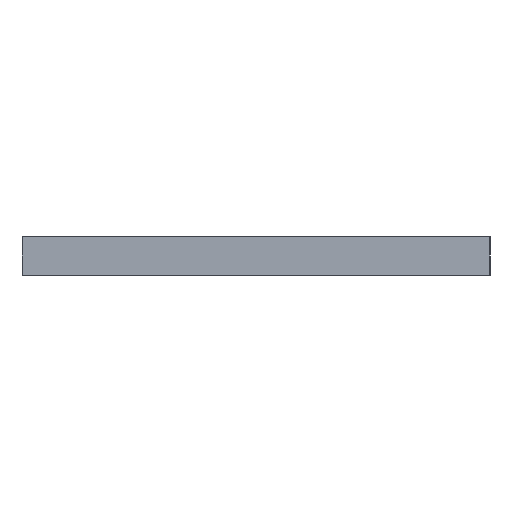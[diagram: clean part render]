
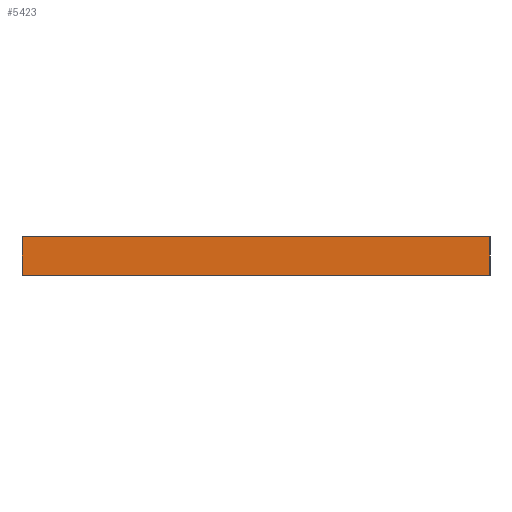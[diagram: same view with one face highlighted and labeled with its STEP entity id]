
A CAD part, left-side view. The second image highlights one B-rep face of the part: STEP entity #5423.
In plain terms, the highlighted planar face has unit normal (-1, 0, 0).
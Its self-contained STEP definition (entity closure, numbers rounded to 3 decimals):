
#283=FACE_OUTER_BOUND('',#555,.T.);
#555=EDGE_LOOP('',(#4895,#4896,#4897,#4898));
#596=LINE('',#7066,#1364);
#845=LINE('',#7562,#1613);
#1324=LINE('',#8517,#2092);
#1325=LINE('',#8519,#2093);
#1364=VECTOR('',#5760,10.);
#1613=VECTOR('',#6015,10.);
#2092=VECTOR('',#6974,10.);
#2093=VECTOR('',#6977,10.);
#2123=VERTEX_POINT('',#7059);
#2126=VERTEX_POINT('',#7064);
#2369=VERTEX_POINT('',#7559);
#2370=VERTEX_POINT('',#7561);
#2644=EDGE_CURVE('',#2126,#2123,#596,.T.);
#2893=EDGE_CURVE('',#2369,#2370,#845,.T.);
#3372=EDGE_CURVE('',#2126,#2370,#1324,.T.);
#3373=EDGE_CURVE('',#2123,#2369,#1325,.T.);
#4895=ORIENTED_EDGE('',*,*,#3372,.T.);
#4896=ORIENTED_EDGE('',*,*,#2893,.F.);
#4897=ORIENTED_EDGE('',*,*,#3373,.F.);
#4898=ORIENTED_EDGE('',*,*,#2644,.F.);
#5165=PLANE('',#5695);
#5423=ADVANCED_FACE('',(#283),#5165,.T.);
#5695=AXIS2_PLACEMENT_3D('',#8518,#6975,#6976);
#5760=DIRECTION('',(0.,1.,0.));
#6015=DIRECTION('',(0.,-1.,0.));
#6974=DIRECTION('',(0.,0.,1.));
#6975=DIRECTION('center_axis',(-1.,0.,0.));
#6976=DIRECTION('ref_axis',(0.,-1.,0.));
#6977=DIRECTION('',(0.,0.,1.));
#7059=CARTESIAN_POINT('',(0.,0.,-3.25));
#7064=CARTESIAN_POINT('',(0.,-57.15,-3.25));
#7066=CARTESIAN_POINT('',(0.,-57.15,-3.25));
#7559=CARTESIAN_POINT('',(0.,0.,1.5));
#7561=CARTESIAN_POINT('',(0.,-57.15,1.5));
#7562=CARTESIAN_POINT('',(0.,0.,1.5));
#8517=CARTESIAN_POINT('',(0.,-57.15,0.));
#8518=CARTESIAN_POINT('Origin',(0.,0.,0.));
#8519=CARTESIAN_POINT('',(0.,0.,0.));
